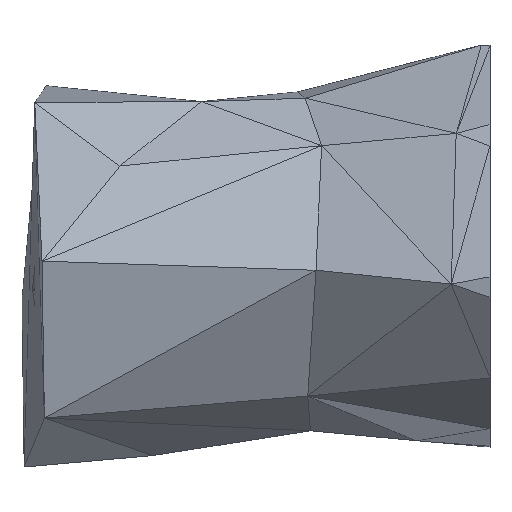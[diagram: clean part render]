
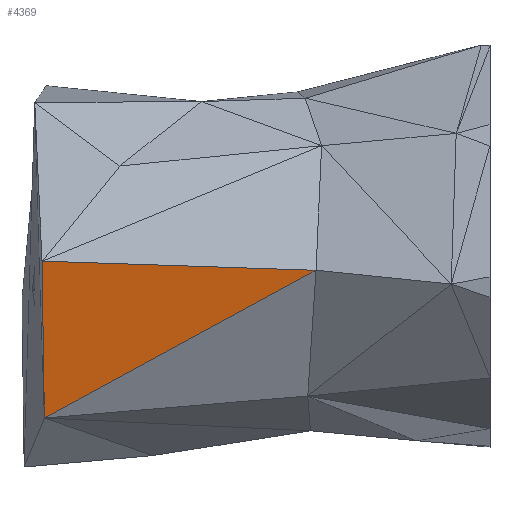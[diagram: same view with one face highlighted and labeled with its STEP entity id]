
A CAD part, left-side view. The second image highlights one B-rep face of the part: STEP entity #4369.
In plain terms, the highlighted planar face has unit normal (-0.953, -0.167, -0.252).
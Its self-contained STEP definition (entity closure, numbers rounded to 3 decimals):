
#4369 = ADVANCED_FACE('',(#4370),#4396,.T.);
#4370 = FACE_BOUND('',#4371,.T.);
#4371 = EDGE_LOOP('',(#4372,#4382,#4390));
#4372 = ORIENTED_EDGE('',*,*,#4373,.F.);
#4373 = EDGE_CURVE('',#4374,#4376,#4378,.T.);
#4374 = VERTEX_POINT('',#4375);
#4375 = CARTESIAN_POINT('',(-32.152,12.069,
    -1.051));
#4376 = VERTEX_POINT('',#4377);
#4377 = CARTESIAN_POINT('',(-23.996,-32.315,
    -2.532));
#4378 = LINE('',#4379,#4380);
#4379 = CARTESIAN_POINT('',(-32.152,12.069,
    -1.051));
#4380 = VECTOR('',#4381,1.);
#4381 = DIRECTION('',(0.181,-0.983,-0.033
    ));
#4382 = ORIENTED_EDGE('',*,*,#4383,.F.);
#4383 = EDGE_CURVE('',#4384,#4374,#4386,.T.);
#4384 = VERTEX_POINT('',#4385);
#4385 = CARTESIAN_POINT('',(-25.371,11.686,
    -26.473));
#4386 = LINE('',#4387,#4388);
#4387 = CARTESIAN_POINT('',(-25.371,11.686,
    -26.473));
#4388 = VECTOR('',#4389,1.);
#4389 = DIRECTION('',(-0.258,0.015,0.966)
  );
#4390 = ORIENTED_EDGE('',*,*,#4391,.T.);
#4391 = EDGE_CURVE('',#4384,#4376,#4392,.T.);
#4392 = LINE('',#4393,#4394);
#4393 = CARTESIAN_POINT('',(-25.371,11.686,
    -26.473));
#4394 = VECTOR('',#4395,1.);
#4395 = DIRECTION('',(0.027,-0.878,0.478)
  );
#4396 = PLANE('',#4397);
#4397 = AXIS2_PLACEMENT_3D('',#4398,#4399,#4400);
#4398 = CARTESIAN_POINT('',(-26.825,-5.44,
    -9.622));
#4399 = DIRECTION('',(-0.953,-0.167,-0.252));
#4400 = DIRECTION('',(0.255,0.,-0.967)
  );
